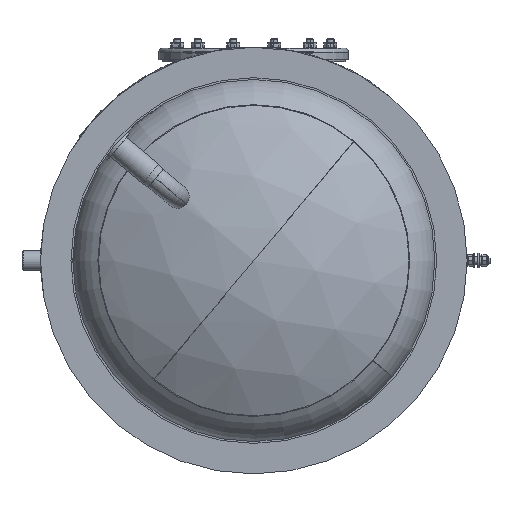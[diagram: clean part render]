
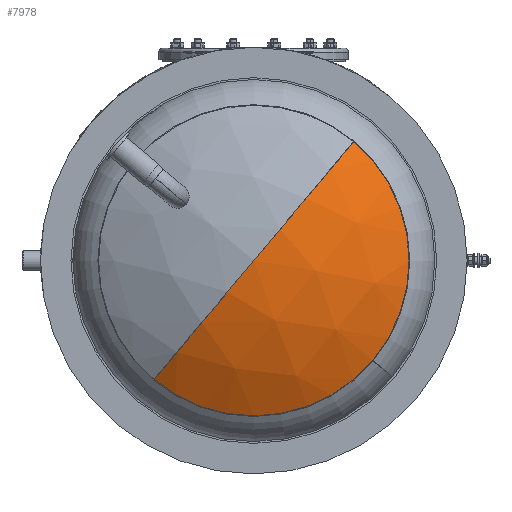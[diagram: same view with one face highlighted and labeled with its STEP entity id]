
A CAD part, front view. The second image highlights one B-rep face of the part: STEP entity #7978.
In plain terms, the highlighted spherical face has radius 482 mm.
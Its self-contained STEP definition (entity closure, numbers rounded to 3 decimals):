
#4191 = VERTEX_POINT ( 'NONE', #233834 ) ;
#7978 = ADVANCED_FACE ( 'NONE', ( #157504 ), #90569, .T. ) ;
#8064 = CIRCLE ( 'NONE', #132336, 482. ) ;
#8240 = ORIENTED_EDGE ( 'NONE', *, *, #34669, .F. ) ;
#12899 = EDGE_CURVE ( 'NONE', #18477, #4191, #8064, .T. ) ;
#16193 = DIRECTION ( 'NONE',  ( 0., 0., -1. ) ) ;
#18477 = VERTEX_POINT ( 'NONE', #160548 ) ;
#34669 = EDGE_CURVE ( 'NONE', #218007, #150829, #144086, .T. ) ;
#34940 = CARTESIAN_POINT ( 'NONE',  ( 0., -317., 0. ) ) ;
#43818 = CARTESIAN_POINT ( 'NONE',  ( 0., 91.515, 255.811 ) ) ;
#53084 = DIRECTION ( 'NONE',  ( 1., 0., 0. ) ) ;
#53286 = CARTESIAN_POINT ( 'NONE',  ( 0., -317., 0. ) ) ;
#55131 = CIRCLE ( 'NONE', #200025, 482. ) ;
#81908 = CIRCLE ( 'NONE', #192557, 255.811 ) ;
#86295 = ORIENTED_EDGE ( 'NONE', *, *, #94231, .F. ) ;
#87194 = EDGE_LOOP ( 'NONE', ( #86295, #126938, #105533, #8240 ) ) ;
#89558 = DIRECTION ( 'NONE',  ( 0., -1., 0. ) ) ;
#90556 = DIRECTION ( 'NONE',  ( 0., 0., 1. ) ) ;
#90569 = SPHERICAL_SURFACE ( 'NONE', #172980, 482. ) ;
#94172 = DIRECTION ( 'NONE',  ( 0., 0., -1. ) ) ;
#94231 = EDGE_CURVE ( 'NONE', #18477, #218007, #55131, .T. ) ;
#105533 = ORIENTED_EDGE ( 'NONE', *, *, #147994, .F. ) ;
#126938 = ORIENTED_EDGE ( 'NONE', *, *, #12899, .T. ) ;
#132336 = AXIS2_PLACEMENT_3D ( 'NONE', #149270, #90556, #53084 ) ;
#134957 = CARTESIAN_POINT ( 'NONE',  ( 0., 91.515, 0. ) ) ;
#144086 = CIRCLE ( 'NONE', #220620, 255.811 ) ;
#147994 = EDGE_CURVE ( 'NONE', #150829, #4191, #81908, .T. ) ;
#148912 = DIRECTION ( 'NONE',  ( -1., 0., 0. ) ) ;
#149270 = CARTESIAN_POINT ( 'NONE',  ( 0., -317., 0. ) ) ;
#149466 = DIRECTION ( 'NONE',  ( 0., 0., -1. ) ) ;
#150829 = VERTEX_POINT ( 'NONE', #43818 ) ;
#157504 = FACE_OUTER_BOUND ( 'NONE', #87194, .T. ) ;
#160548 = CARTESIAN_POINT ( 'NONE',  ( 0., 165., 0. ) ) ;
#172980 = AXIS2_PLACEMENT_3D ( 'NONE', #53286, #149466, #227723 ) ;
#186560 = CARTESIAN_POINT ( 'NONE',  ( 0., 91.515, 0. ) ) ;
#192557 = AXIS2_PLACEMENT_3D ( 'NONE', #134957, #231106, #94172 ) ;
#200025 = AXIS2_PLACEMENT_3D ( 'NONE', #34940, #16193, #148912 ) ;
#218007 = VERTEX_POINT ( 'NONE', #250587 ) ;
#220620 = AXIS2_PLACEMENT_3D ( 'NONE', #186560, #89558, #225682 ) ;
#225682 = DIRECTION ( 'NONE',  ( 0., 0., -1. ) ) ;
#227723 = DIRECTION ( 'NONE',  ( -1., 0., 0. ) ) ;
#231106 = DIRECTION ( 'NONE',  ( 0., -1., 0. ) ) ;
#233834 = CARTESIAN_POINT ( 'NONE',  ( -255.811, 91.515, 0. ) ) ;
#250587 = CARTESIAN_POINT ( 'NONE',  ( 255.811, 91.515, 0. ) ) ;
